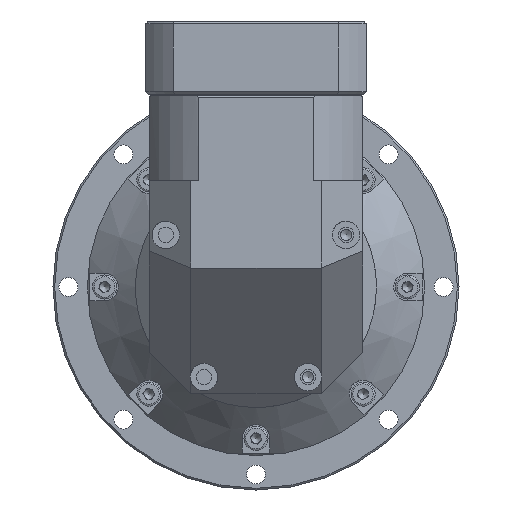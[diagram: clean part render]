
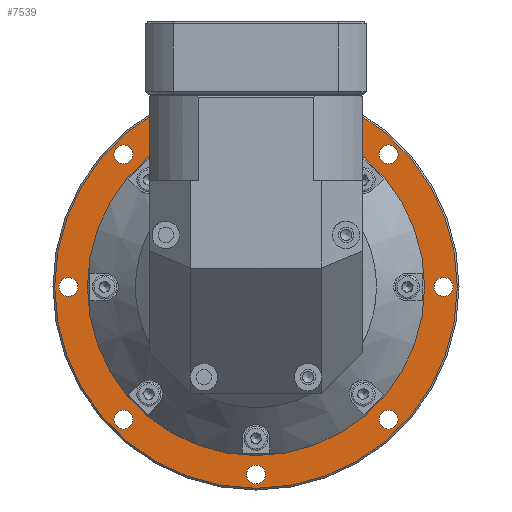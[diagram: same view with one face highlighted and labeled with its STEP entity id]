
A CAD part, front view. The second image highlights one B-rep face of the part: STEP entity #7539.
In plain terms, the highlighted planar face has unit normal (0, -1, 0).
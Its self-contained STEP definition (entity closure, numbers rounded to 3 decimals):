
#6485=CARTESIAN_POINT('',(-87.473,107.889,-12.25));
#6486=VERTEX_POINT('',#6485);
#6487=CARTESIAN_POINT('',(-28.973,107.889,-12.25));
#6488=DIRECTION('',(0.0,-1.0,0.0));
#6489=DIRECTION('',(1.0,0.0,0.0));
#6490=AXIS2_PLACEMENT_3D('',#6487,#6488,#6489);
#6491=CIRCLE('',#6490,58.5);
#6492=EDGE_CURVE('',#6486,#6486,#6491,.T.);
#6636=CARTESIAN_POINT('',(12.314,107.889,-50.787));
#6637=VERTEX_POINT('',#6636);
#6638=CARTESIAN_POINT('',(9.564,107.889,-50.787));
#6639=DIRECTION('',(0.0,-1.0,0.0));
#6640=DIRECTION('',(0.707,0.0,-0.707));
#6641=AXIS2_PLACEMENT_3D('',#6638,#6639,#6640);
#6642=CIRCLE('',#6641,2.75);
#6643=EDGE_CURVE('',#6637,#6637,#6642,.T.);
#6664=CARTESIAN_POINT('',(-26.223,107.889,-66.75));
#6665=VERTEX_POINT('',#6664);
#6666=CARTESIAN_POINT('',(-28.973,107.889,-66.75));
#6667=DIRECTION('',(0.0,-1.0,0.0));
#6668=DIRECTION('',(0.0,0.0,-1.0));
#6669=AXIS2_PLACEMENT_3D('',#6666,#6667,#6668);
#6670=CIRCLE('',#6669,2.75);
#6671=EDGE_CURVE('',#6665,#6665,#6670,.T.);
#6692=CARTESIAN_POINT('',(-64.76,107.889,-50.787));
#6693=VERTEX_POINT('',#6692);
#6694=CARTESIAN_POINT('',(-67.51,107.889,-50.787));
#6695=DIRECTION('',(0.0,-1.0,0.0));
#6696=DIRECTION('',(-0.707,0.0,-0.707));
#6697=AXIS2_PLACEMENT_3D('',#6694,#6695,#6696);
#6698=CIRCLE('',#6697,2.75);
#6699=EDGE_CURVE('',#6693,#6693,#6698,.T.);
#6720=CARTESIAN_POINT('',(-80.723,107.889,-12.25));
#6721=VERTEX_POINT('',#6720);
#6722=CARTESIAN_POINT('',(-83.473,107.889,-12.25));
#6723=DIRECTION('',(0.0,-1.0,0.0));
#6724=DIRECTION('',(-1.0,0.0,0.0));
#6725=AXIS2_PLACEMENT_3D('',#6722,#6723,#6724);
#6726=CIRCLE('',#6725,2.75);
#6727=EDGE_CURVE('',#6721,#6721,#6726,.T.);
#6748=CARTESIAN_POINT('',(-64.76,107.889,26.287));
#6749=VERTEX_POINT('',#6748);
#6750=CARTESIAN_POINT('',(-67.51,107.889,26.287));
#6751=DIRECTION('',(0.0,-1.0,0.0));
#6752=DIRECTION('',(-0.707,0.0,0.707));
#6753=AXIS2_PLACEMENT_3D('',#6750,#6751,#6752);
#6754=CIRCLE('',#6753,2.75);
#6755=EDGE_CURVE('',#6749,#6749,#6754,.T.);
#6776=CARTESIAN_POINT('',(-26.223,107.889,42.25));
#6777=VERTEX_POINT('',#6776);
#6778=CARTESIAN_POINT('',(-28.973,107.889,42.25));
#6779=DIRECTION('',(0.0,-1.0,0.0));
#6780=DIRECTION('',(0.0,0.0,1.0));
#6781=AXIS2_PLACEMENT_3D('',#6778,#6779,#6780);
#6782=CIRCLE('',#6781,2.75);
#6783=EDGE_CURVE('',#6777,#6777,#6782,.T.);
#6804=CARTESIAN_POINT('',(12.314,107.889,26.287));
#6805=VERTEX_POINT('',#6804);
#6806=CARTESIAN_POINT('',(9.564,107.889,26.287));
#6807=DIRECTION('',(0.0,-1.0,0.0));
#6808=DIRECTION('',(0.707,0.0,0.707));
#6809=AXIS2_PLACEMENT_3D('',#6806,#6807,#6808);
#6810=CIRCLE('',#6809,2.75);
#6811=EDGE_CURVE('',#6805,#6805,#6810,.T.);
#6832=CARTESIAN_POINT('',(28.277,107.889,-12.25));
#6833=VERTEX_POINT('',#6832);
#6834=CARTESIAN_POINT('',(25.527,107.889,-12.25));
#6835=DIRECTION('',(0.0,-1.0,0.0));
#6836=DIRECTION('',(1.0,0.0,0.0));
#6837=AXIS2_PLACEMENT_3D('',#6834,#6835,#6836);
#6838=CIRCLE('',#6837,2.75);
#6839=EDGE_CURVE('',#6833,#6833,#6838,.T.);
#7337=CARTESIAN_POINT('',(20.027,107.889,-12.25));
#7338=VERTEX_POINT('',#7337);
#7339=CARTESIAN_POINT('',(-28.973,107.889,-12.25));
#7340=DIRECTION('',(0.0,-1.0,0.0));
#7341=DIRECTION('',(1.0,0.0,0.0));
#7342=AXIS2_PLACEMENT_3D('',#7339,#7340,#7341);
#7343=CIRCLE('',#7342,49.);
#7344=EDGE_CURVE('',#7338,#7338,#7343,.T.);
#7504=CARTESIAN_POINT('',(30.027,107.889,-12.25));
#7505=DIRECTION('',(0.0,-1.0,0.0));
#7506=DIRECTION('',(0.0,0.0,-1.0));
#7507=AXIS2_PLACEMENT_3D('',#7504,#7505,#7506);
#7508=PLANE('',#7507);
#7509=ORIENTED_EDGE('',*,*,#6492,.T.);
#7510=EDGE_LOOP('',(#7509));
#7511=FACE_OUTER_BOUND('',#7510,.T.);
#7512=ORIENTED_EDGE('',*,*,#6643,.F.);
#7513=EDGE_LOOP('',(#7512));
#7514=FACE_BOUND('',#7513,.T.);
#7515=ORIENTED_EDGE('',*,*,#6671,.F.);
#7516=EDGE_LOOP('',(#7515));
#7517=FACE_BOUND('',#7516,.T.);
#7518=ORIENTED_EDGE('',*,*,#6699,.F.);
#7519=EDGE_LOOP('',(#7518));
#7520=FACE_BOUND('',#7519,.T.);
#7521=ORIENTED_EDGE('',*,*,#6727,.F.);
#7522=EDGE_LOOP('',(#7521));
#7523=FACE_BOUND('',#7522,.T.);
#7524=ORIENTED_EDGE('',*,*,#6755,.F.);
#7525=EDGE_LOOP('',(#7524));
#7526=FACE_BOUND('',#7525,.T.);
#7527=ORIENTED_EDGE('',*,*,#6783,.F.);
#7528=EDGE_LOOP('',(#7527));
#7529=FACE_BOUND('',#7528,.T.);
#7530=ORIENTED_EDGE('',*,*,#6811,.F.);
#7531=EDGE_LOOP('',(#7530));
#7532=FACE_BOUND('',#7531,.T.);
#7533=ORIENTED_EDGE('',*,*,#6839,.F.);
#7534=EDGE_LOOP('',(#7533));
#7535=FACE_BOUND('',#7534,.T.);
#7536=ORIENTED_EDGE('',*,*,#7344,.F.);
#7537=EDGE_LOOP('',(#7536));
#7538=FACE_BOUND('',#7537,.T.);
#7539=ADVANCED_FACE('',(#7511,#7514,#7517,#7520,#7523,#7526,#7529,#7532,#7535,#7538),#7508,.T.);
